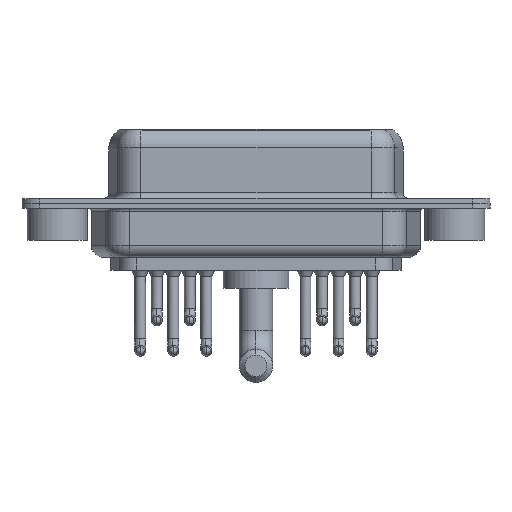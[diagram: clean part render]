
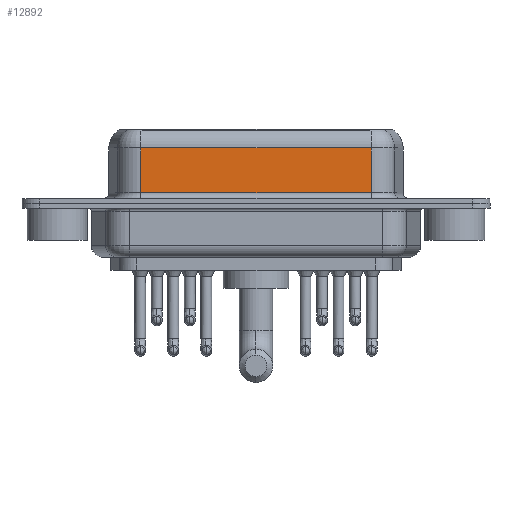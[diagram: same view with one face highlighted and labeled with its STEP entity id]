
A CAD part, front view. The second image highlights one B-rep face of the part: STEP entity #12892.
In plain terms, the highlighted planar face has unit normal (0, -1, 0).
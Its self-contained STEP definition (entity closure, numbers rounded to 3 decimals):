
#160 = CARTESIAN_POINT ( 'NONE',  ( 26.287, -3.95, 4.65 ) ) ;
#1664 = VECTOR ( 'NONE', #6310, 1000. ) ;
#2070 = AXIS2_PLACEMENT_3D ( 'NONE', #13921, #14106, #3911 ) ;
#2766 = VERTEX_POINT ( 'NONE', #10852 ) ;
#2825 = CARTESIAN_POINT ( 'NONE',  ( 26.287, -3.95, 0.9 ) ) ;
#3288 = VECTOR ( 'NONE', #8306, 1000. ) ;
#3551 = VERTEX_POINT ( 'NONE', #10534 ) ;
#3911 = DIRECTION ( 'NONE',  ( 0., 0., 1. ) ) ;
#4927 = VECTOR ( 'NONE', #16066, 1000. ) ;
#5936 = LINE ( 'NONE', #2825, #6796 ) ;
#6310 = DIRECTION ( 'NONE',  ( 0., 0., -1. ) ) ;
#6548 = PLANE ( 'NONE',  #2070 ) ;
#6762 = EDGE_CURVE ( 'NONE', #9958, #13433, #10427, .T. ) ;
#6796 = VECTOR ( 'NONE', #18590, 1000. ) ;
#6987 = CARTESIAN_POINT ( 'NONE',  ( 26.287, -3.95, 4.65 ) ) ;
#7597 = ORIENTED_EDGE ( 'NONE', *, *, #8449, .T. ) ;
#8141 = FACE_OUTER_BOUND ( 'NONE', #17136, .T. ) ;
#8283 = EDGE_CURVE ( 'NONE', #2766, #13433, #5936, .T. ) ;
#8306 = DIRECTION ( 'NONE',  ( -1., 0., 0. ) ) ;
#8449 = EDGE_CURVE ( 'NONE', #3551, #2766, #17724, .T. ) ;
#9958 = VERTEX_POINT ( 'NONE', #160 ) ;
#10107 = LINE ( 'NONE', #6987, #3288 ) ;
#10323 = CARTESIAN_POINT ( 'NONE',  ( 26.287, -3.95, 6.4 ) ) ;
#10427 = LINE ( 'NONE', #10323, #4927 ) ;
#10534 = CARTESIAN_POINT ( 'NONE',  ( 7.013, -3.95, 4.65 ) ) ;
#10852 = CARTESIAN_POINT ( 'NONE',  ( 7.013, -3.95, 0.9 ) ) ;
#11551 = ORIENTED_EDGE ( 'NONE', *, *, #6762, .F. ) ;
#11728 = ORIENTED_EDGE ( 'NONE', *, *, #8283, .T. ) ;
#12892 = ADVANCED_FACE ( 'NONE', ( #8141 ), #6548, .F. ) ;
#13423 = EDGE_CURVE ( 'NONE', #9958, #3551, #10107, .T. ) ;
#13433 = VERTEX_POINT ( 'NONE', #17273 ) ;
#13921 = CARTESIAN_POINT ( 'NONE',  ( 26.287, -3.95, 6.4 ) ) ;
#14106 = DIRECTION ( 'NONE',  ( 0., 1., 0. ) ) ;
#14807 = CARTESIAN_POINT ( 'NONE',  ( 7.013, -3.95, 6.4 ) ) ;
#16066 = DIRECTION ( 'NONE',  ( 0., 0., -1. ) ) ;
#17136 = EDGE_LOOP ( 'NONE', ( #11551, #17719, #7597, #11728 ) ) ;
#17273 = CARTESIAN_POINT ( 'NONE',  ( 26.287, -3.95, 0.9 ) ) ;
#17719 = ORIENTED_EDGE ( 'NONE', *, *, #13423, .T. ) ;
#17724 = LINE ( 'NONE', #14807, #1664 ) ;
#18590 = DIRECTION ( 'NONE',  ( 1., 0., 0. ) ) ;
